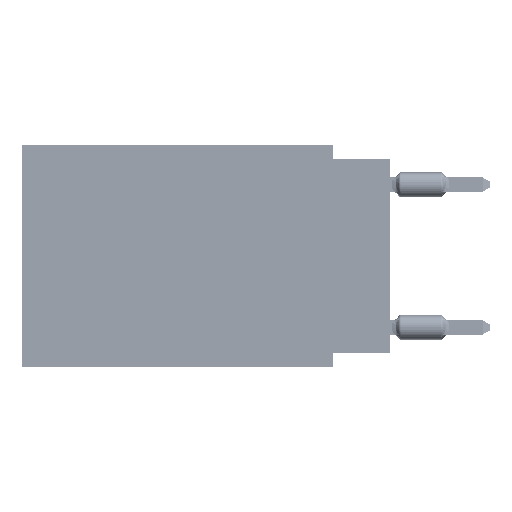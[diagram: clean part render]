
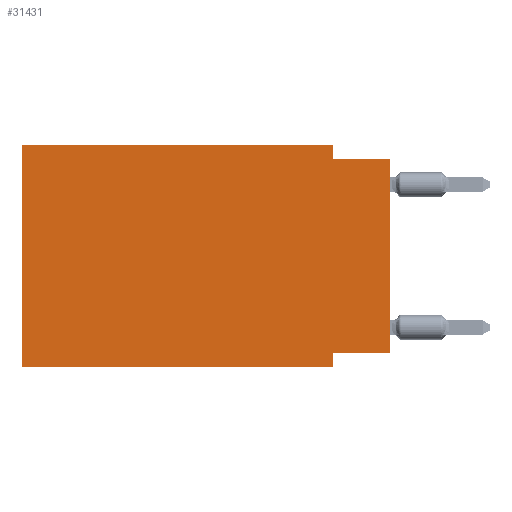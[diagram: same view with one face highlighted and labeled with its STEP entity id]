
A CAD part, left-side view. The second image highlights one B-rep face of the part: STEP entity #31431.
In plain terms, the highlighted planar face has unit normal (-1, 0, 0).
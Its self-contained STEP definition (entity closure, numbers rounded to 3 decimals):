
#1774 = VECTOR ( 'NONE', #35829, 1000. ) ;
#1984 = VERTEX_POINT ( 'NONE', #18598 ) ;
#2853 = VERTEX_POINT ( 'NONE', #42924 ) ;
#3306 = LINE ( 'NONE', #33681, #31377 ) ;
#4829 = VERTEX_POINT ( 'NONE', #25121 ) ;
#4888 = LINE ( 'NONE', #40652, #61618 ) ;
#8322 = VECTOR ( 'NONE', #12439, 1000. ) ;
#9606 = CARTESIAN_POINT ( 'NONE',  ( 0., 0., -9.271 ) ) ;
#10344 = ORIENTED_EDGE ( 'NONE', *, *, #11785, .F. ) ;
#11785 = EDGE_CURVE ( 'NONE', #27283, #50629, #41854, .T. ) ;
#12439 = DIRECTION ( 'NONE',  ( 0., 0., 1. ) ) ;
#14182 = EDGE_CURVE ( 'NONE', #27283, #2853, #53890, .T. ) ;
#15225 = DIRECTION ( 'NONE',  ( 0., 0., -1. ) ) ;
#15360 = EDGE_CURVE ( 'NONE', #24699, #2853, #3306, .T. ) ;
#16638 = DIRECTION ( 'NONE',  ( 0., 0., -1. ) ) ;
#18197 = DIRECTION ( 'NONE',  ( 0., -1., 0. ) ) ;
#18598 = CARTESIAN_POINT ( 'NONE',  ( 0., 2.54, -0.635 ) ) ;
#18650 = EDGE_CURVE ( 'NONE', #19372, #4829, #54336, .T. ) ;
#19372 = VERTEX_POINT ( 'NONE', #9606 ) ;
#24152 = EDGE_CURVE ( 'NONE', #73713, #1984, #32295, .T. ) ;
#24699 = VERTEX_POINT ( 'NONE', #74128 ) ;
#24813 = EDGE_CURVE ( 'NONE', #50629, #73713, #30147, .T. ) ;
#25121 = CARTESIAN_POINT ( 'NONE',  ( 0., 0., -0.635 ) ) ;
#27283 = VERTEX_POINT ( 'NONE', #29132 ) ;
#28146 = AXIS2_PLACEMENT_3D ( 'NONE', #74723, #64298, #16638 ) ;
#29132 = CARTESIAN_POINT ( 'NONE',  ( 0., 16.383, -9.906 ) ) ;
#30147 = LINE ( 'NONE', #70897, #51817 ) ;
#30451 = CARTESIAN_POINT ( 'NONE',  ( 0., 16.383, -9.906 ) ) ;
#30905 = CARTESIAN_POINT ( 'NONE',  ( 0., 0., 0. ) ) ;
#31377 = VECTOR ( 'NONE', #15225, 1000. ) ;
#31431 = ADVANCED_FACE ( 'NONE', ( #34333 ), #68554, .F. ) ;
#31454 = CARTESIAN_POINT ( 'NONE',  ( 0., 16.383, 0. ) ) ;
#32077 = ORIENTED_EDGE ( 'NONE', *, *, #68939, .F. ) ;
#32295 = LINE ( 'NONE', #73060, #39643 ) ;
#33681 = CARTESIAN_POINT ( 'NONE',  ( 0., 2.54, -9.906 ) ) ;
#34333 = FACE_OUTER_BOUND ( 'NONE', #68303, .T. ) ;
#35829 = DIRECTION ( 'NONE',  ( 0., -1., 0. ) ) ;
#36218 = VECTOR ( 'NONE', #65456, 1000. ) ;
#37913 = ORIENTED_EDGE ( 'NONE', *, *, #24813, .F. ) ;
#38327 = ORIENTED_EDGE ( 'NONE', *, *, #14182, .T. ) ;
#38457 = VECTOR ( 'NONE', #71826, 1000. ) ;
#39643 = VECTOR ( 'NONE', #43068, 1000. ) ;
#39893 = DIRECTION ( 'NONE',  ( 0., 1., 0. ) ) ;
#40652 = CARTESIAN_POINT ( 'NONE',  ( 0., 0., -9.271 ) ) ;
#41635 = LINE ( 'NONE', #47415, #36218 ) ;
#41854 = LINE ( 'NONE', #31454, #38457 ) ;
#42924 = CARTESIAN_POINT ( 'NONE',  ( 0., 2.54, -9.906 ) ) ;
#43068 = DIRECTION ( 'NONE',  ( 0., 0., -1. ) ) ;
#46599 = ORIENTED_EDGE ( 'NONE', *, *, #15360, .F. ) ;
#47136 = CARTESIAN_POINT ( 'NONE',  ( 0., 2.54, 0. ) ) ;
#47415 = CARTESIAN_POINT ( 'NONE',  ( 0., 0., -0.635 ) ) ;
#50629 = VERTEX_POINT ( 'NONE', #56037 ) ;
#51817 = VECTOR ( 'NONE', #18197, 1000. ) ;
#52491 = ORIENTED_EDGE ( 'NONE', *, *, #73120, .F. ) ;
#53890 = LINE ( 'NONE', #30451, #1774 ) ;
#54336 = LINE ( 'NONE', #30905, #8322 ) ;
#56037 = CARTESIAN_POINT ( 'NONE',  ( 0., 16.383, 0. ) ) ;
#58480 = ORIENTED_EDGE ( 'NONE', *, *, #18650, .T. ) ;
#61618 = VECTOR ( 'NONE', #39893, 1000. ) ;
#64298 = DIRECTION ( 'NONE',  ( 1., 0., 0. ) ) ;
#65456 = DIRECTION ( 'NONE',  ( 0., -1., 0. ) ) ;
#68303 = EDGE_LOOP ( 'NONE', ( #58480, #52491, #69919, #37913, #10344, #38327, #46599, #32077 ) ) ;
#68554 = PLANE ( 'NONE',  #28146 ) ;
#68939 = EDGE_CURVE ( 'NONE', #19372, #24699, #4888, .T. ) ;
#69919 = ORIENTED_EDGE ( 'NONE', *, *, #24152, .F. ) ;
#70897 = CARTESIAN_POINT ( 'NONE',  ( 0., 16.383, 0. ) ) ;
#71826 = DIRECTION ( 'NONE',  ( 0., 0., 1. ) ) ;
#73060 = CARTESIAN_POINT ( 'NONE',  ( 0., 2.54, 0. ) ) ;
#73120 = EDGE_CURVE ( 'NONE', #1984, #4829, #41635, .T. ) ;
#73713 = VERTEX_POINT ( 'NONE', #47136 ) ;
#74128 = CARTESIAN_POINT ( 'NONE',  ( 0., 2.54, -9.271 ) ) ;
#74723 = CARTESIAN_POINT ( 'NONE',  ( 0., 16.383, 0. ) ) ;
